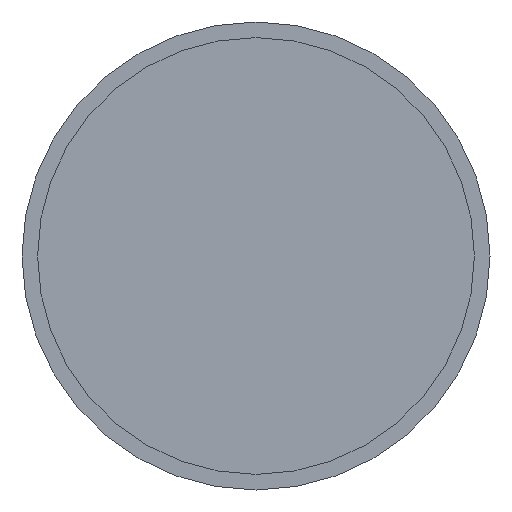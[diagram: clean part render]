
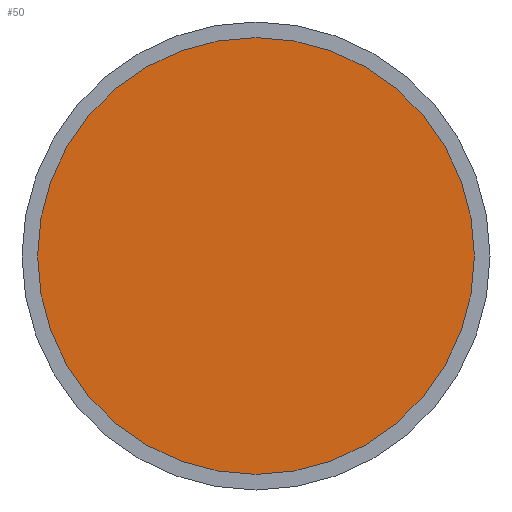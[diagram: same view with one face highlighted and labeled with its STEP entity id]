
A CAD part, front view. The second image highlights one B-rep face of the part: STEP entity #50.
In plain terms, the highlighted planar face has unit normal (0, -1, 0).
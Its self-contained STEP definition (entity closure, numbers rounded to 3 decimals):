
#50 = ADVANCED_FACE( '', ( #109 ), #110, .F. );
#109 = FACE_OUTER_BOUND( '', #178, .T. );
#110 = PLANE( '', #179 );
#178 = EDGE_LOOP( '', ( #251 ) );
#179 = AXIS2_PLACEMENT_3D( '', #252, #253, #254 );
#251 = ORIENTED_EDGE( '', *, *, #315, .T. );
#252 = CARTESIAN_POINT( '', ( 14., 0., 0. ) );
#253 = DIRECTION( '', ( 0., 1., 0. ) );
#254 = DIRECTION( '', ( 0., 0., 1. ) );
#315 = EDGE_CURVE( '', #346, #346, #347, .T. );
#346 = VERTEX_POINT( '', #392 );
#347 = CIRCLE( '', #393, 14. );
#392 = CARTESIAN_POINT( '', ( 0., 0., -14. ) );
#393 = AXIS2_PLACEMENT_3D( '', #437, #438, #439 );
#437 = CARTESIAN_POINT( '', ( 0., 0., 0. ) );
#438 = DIRECTION( '', ( 0., -1., 0. ) );
#439 = DIRECTION( '', ( 0., 0., -1. ) );
